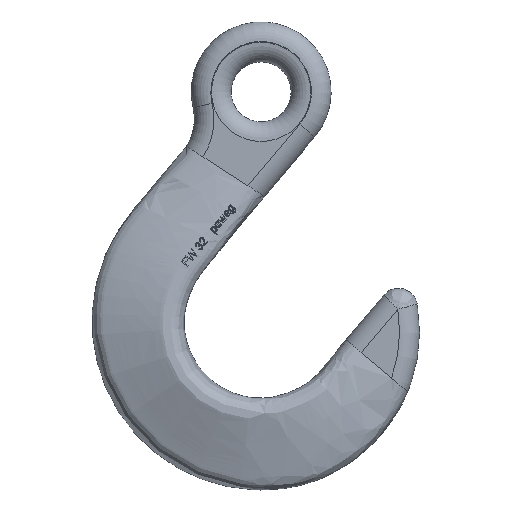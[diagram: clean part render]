
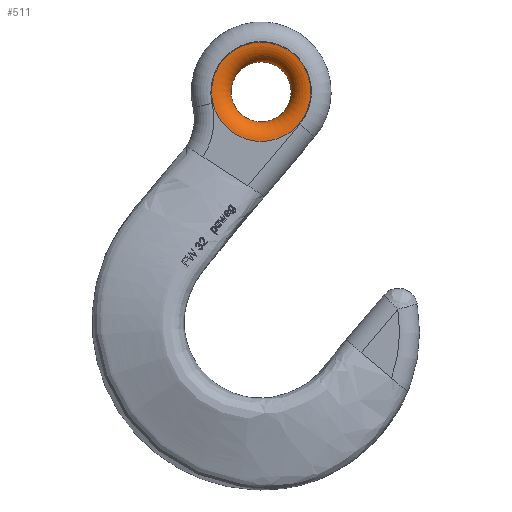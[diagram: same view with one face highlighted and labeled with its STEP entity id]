
A CAD part, top view. The second image highlights one B-rep face of the part: STEP entity #511.
In plain terms, the highlighted toroidal (fillet/blend) face has major radius 54.633 mm and minor radius 22 mm.
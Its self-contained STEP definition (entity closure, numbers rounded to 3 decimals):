
#200=TOROIDAL_SURFACE('',#2187,54.633,22.);
#494=CIRCLE('',#2182,54.633);
#497=CIRCLE('',#2186,33.);
#511=ADVANCED_FACE('',(#657,#658),#200,.T.);
#657=FACE_BOUND('',#683,.T.);
#658=FACE_BOUND('',#684,.T.);
#683=EDGE_LOOP('',(#902));
#684=EDGE_LOOP('',(#903));
#902=ORIENTED_EDGE('',*,*,#1724,.T.);
#903=ORIENTED_EDGE('',*,*,#1720,.F.);
#1515=VERTEX_POINT('',#5511);
#1518=VERTEX_POINT('',#5519);
#1720=EDGE_CURVE('',#1515,#1515,#494,.T.);
#1724=EDGE_CURVE('',#1518,#1518,#497,.T.);
#2182=AXIS2_PLACEMENT_3D('',#5510,#2262,#2263);
#2186=AXIS2_PLACEMENT_3D('',#5518,#2271,#2272);
#2187=AXIS2_PLACEMENT_3D('',#5520,#2273,#2274);
#2262=DIRECTION('',(0.,0.,-1.));
#2263=DIRECTION('',(-1.,0.,0.));
#2271=DIRECTION('',(0.,0.,-1.));
#2272=DIRECTION('',(1.,0.,0.));
#2273=DIRECTION('',(0.,0.,-1.));
#2274=DIRECTION('',(-1.,0.,0.));
#5510=CARTESIAN_POINT('',(0.,252.,18.));
#5511=CARTESIAN_POINT('',(-54.633,252.,18.));
#5518=CARTESIAN_POINT('',(0.,252.,0.));
#5519=CARTESIAN_POINT('',(33.,252.,0.));
#5520=CARTESIAN_POINT('',(0.,252.,-4.));
